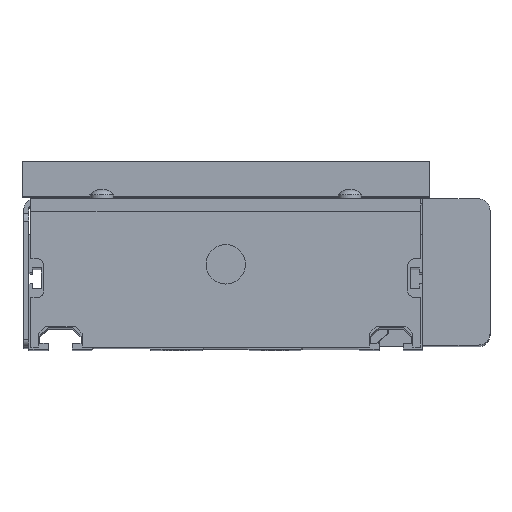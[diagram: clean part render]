
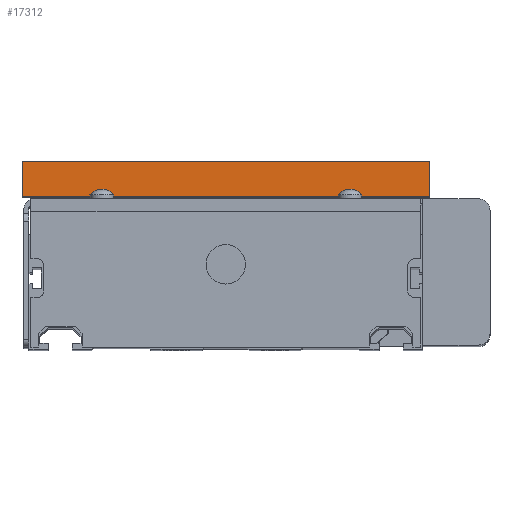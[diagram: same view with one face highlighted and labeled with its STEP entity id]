
A CAD part, top view. The second image highlights one B-rep face of the part: STEP entity #17312.
In plain terms, the highlighted planar face has unit normal (0, 0, 1).
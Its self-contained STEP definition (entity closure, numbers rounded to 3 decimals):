
#84 = AXIS2_PLACEMENT_3D ( 'NONE', #18941, #19185, #228 ) ;
#228 = DIRECTION ( 'NONE',  ( 1., 0., 0. ) ) ;
#951 = CARTESIAN_POINT ( 'NONE',  ( -51.75, 26.5, 90. ) ) ;
#2972 = CARTESIAN_POINT ( 'NONE',  ( 51.75, 17.5, 90. ) ) ;
#3445 = EDGE_CURVE ( 'NONE', #7498, #6335, #24129, .T. ) ;
#4891 = ORIENTED_EDGE ( 'NONE', *, *, #3445, .T. ) ;
#5478 = PLANE ( 'NONE',  #84 ) ;
#5648 = EDGE_CURVE ( 'NONE', #18439, #7498, #10457, .T. ) ;
#5668 = EDGE_CURVE ( 'NONE', #18439, #19409, #14071, .T. ) ;
#6103 = LINE ( 'NONE', #21803, #9231 ) ;
#6335 = VERTEX_POINT ( 'NONE', #21457 ) ;
#7498 = VERTEX_POINT ( 'NONE', #9304 ) ;
#7526 = VECTOR ( 'NONE', #21920, 1000. ) ;
#8695 = ORIENTED_EDGE ( 'NONE', *, *, #5668, .F. ) ;
#9231 = VECTOR ( 'NONE', #13832, 1000. ) ;
#9304 = CARTESIAN_POINT ( 'NONE',  ( 51.75, 17.5, 90. ) ) ;
#10457 = LINE ( 'NONE', #19704, #19492 ) ;
#10466 = CARTESIAN_POINT ( 'NONE',  ( -51.75, 17.5, 90. ) ) ;
#12022 = ORIENTED_EDGE ( 'NONE', *, *, #5648, .T. ) ;
#12103 = EDGE_LOOP ( 'NONE', ( #16911, #8695, #12022, #4891 ) ) ;
#13832 = DIRECTION ( 'NONE',  ( 1., 0., 0. ) ) ;
#14071 = LINE ( 'NONE', #21683, #7526 ) ;
#14819 = FACE_OUTER_BOUND ( 'NONE', #12103, .T. ) ;
#16821 = VECTOR ( 'NONE', #22146, 1000. ) ;
#16911 = ORIENTED_EDGE ( 'NONE', *, *, #17137, .F. ) ;
#17137 = EDGE_CURVE ( 'NONE', #19409, #6335, #6103, .T. ) ;
#17312 = ADVANCED_FACE ( 'NONE', ( #14819 ), #5478, .T. ) ;
#18439 = VERTEX_POINT ( 'NONE', #10466 ) ;
#18941 = CARTESIAN_POINT ( 'NONE',  ( -51.75, 17.5, 90. ) ) ;
#19185 = DIRECTION ( 'NONE',  ( 0., 0., 1. ) ) ;
#19409 = VERTEX_POINT ( 'NONE', #951 ) ;
#19492 = VECTOR ( 'NONE', #19575, 1000. ) ;
#19575 = DIRECTION ( 'NONE',  ( 1., 0., 0. ) ) ;
#19704 = CARTESIAN_POINT ( 'NONE',  ( -51.75, 17.5, 90. ) ) ;
#21457 = CARTESIAN_POINT ( 'NONE',  ( 51.75, 26.5, 90. ) ) ;
#21683 = CARTESIAN_POINT ( 'NONE',  ( -51.75, 17.5, 90. ) ) ;
#21803 = CARTESIAN_POINT ( 'NONE',  ( -51.75, 26.5, 90. ) ) ;
#21920 = DIRECTION ( 'NONE',  ( 0., 1., 0. ) ) ;
#22146 = DIRECTION ( 'NONE',  ( 0., 1., 0. ) ) ;
#24129 = LINE ( 'NONE', #2972, #16821 ) ;
